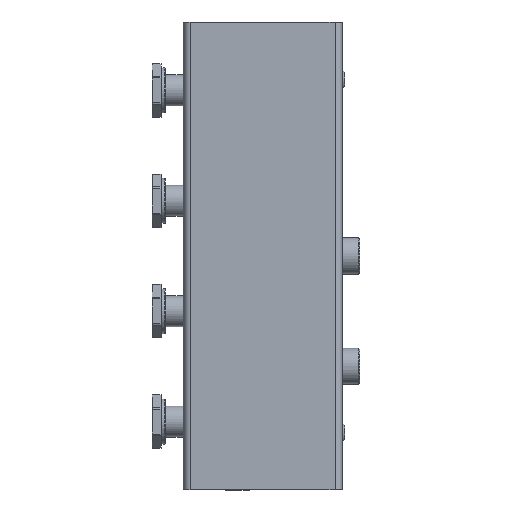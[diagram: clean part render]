
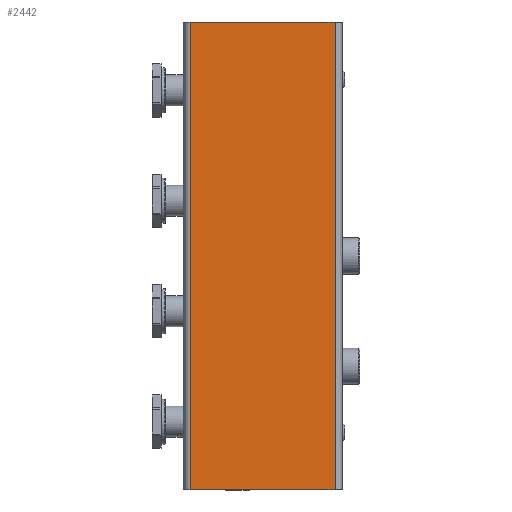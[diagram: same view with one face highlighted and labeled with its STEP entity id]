
A CAD part, front view. The second image highlights one B-rep face of the part: STEP entity #2442.
In plain terms, the highlighted planar face has unit normal (0, -1, 0).
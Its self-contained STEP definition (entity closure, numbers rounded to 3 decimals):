
#175=LINE('',#3981,#353);
#177=LINE('',#3988,#355);
#178=LINE('',#3991,#356);
#179=LINE('',#3992,#357);
#353=VECTOR('',#3243,164.);
#355=VECTOR('',#3251,530.);
#356=VECTOR('',#3254,164.);
#357=VECTOR('',#3255,530.);
#503=PLANE('',#2690);
#698=FACE_OUTER_BOUND('',#909,.T.);
#909=EDGE_LOOP('',(#1969,#1970,#1971,#1972));
#1244=VERTEX_POINT('',#3978);
#1245=VERTEX_POINT('',#3980);
#1247=VERTEX_POINT('',#3986);
#1248=VERTEX_POINT('',#3990);
#1506=EDGE_CURVE('',#1244,#1245,#175,.T.);
#1510=EDGE_CURVE('',#1247,#1244,#177,.T.);
#1511=EDGE_CURVE('',#1248,#1247,#178,.T.);
#1512=EDGE_CURVE('',#1248,#1245,#179,.T.);
#1969=ORIENTED_EDGE('',*,*,#1510,.F.);
#1970=ORIENTED_EDGE('',*,*,#1511,.F.);
#1971=ORIENTED_EDGE('',*,*,#1512,.T.);
#1972=ORIENTED_EDGE('',*,*,#1506,.F.);
#2442=ADVANCED_FACE('',(#698),#503,.T.);
#2690=AXIS2_PLACEMENT_3D('',#3989,#3252,#3253);
#3243=DIRECTION('',(-1.,0.,0.));
#3251=DIRECTION('',(0.,0.,-1.));
#3252=DIRECTION('center_axis',(0.,-1.,0.));
#3253=DIRECTION('ref_axis',(1.,0.,0.));
#3254=DIRECTION('',(1.,0.,0.));
#3255=DIRECTION('',(0.,0.,-1.));
#3978=CARTESIAN_POINT('',(82.,-90.,-265.));
#3980=CARTESIAN_POINT('',(-82.,-90.,-265.));
#3981=CARTESIAN_POINT('',(82.,-90.,-265.));
#3986=CARTESIAN_POINT('',(82.,-90.,265.));
#3988=CARTESIAN_POINT('',(82.,-90.,0.));
#3989=CARTESIAN_POINT('Origin',(-82.,-90.,0.));
#3990=CARTESIAN_POINT('',(-82.,-90.,265.));
#3991=CARTESIAN_POINT('',(82.,-90.,265.));
#3992=CARTESIAN_POINT('',(-82.,-90.,0.));
